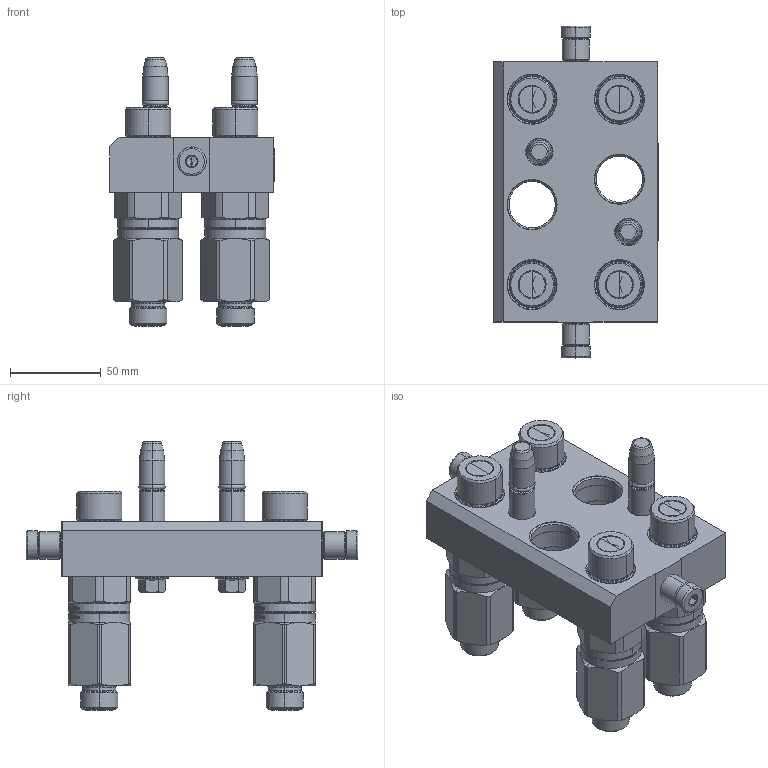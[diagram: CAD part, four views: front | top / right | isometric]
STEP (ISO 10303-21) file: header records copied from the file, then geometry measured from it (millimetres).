
FILE_DESCRIPTION (( 'STEP AP214' ), '1' );
FILE_NAME ('FASTER.step', '2023-08-01T06:31:30', ( '' ), ( '' ), 'SwSTEP 2.0', 'SolidWorks 2017', '' );
FILE_SCHEMA (( 'AUTOMOTIVE_DESIGN' ));
Length unit declared in the file: millimetre
Products named in the file (11): 4830_021_0000_000; 3ffnp1211_12sm; 1540_080_0008_000; or2_62x9_19_m; 4830_013_3000_030; FASTER; et002; P608_M_BASE; 4830_028_1000_011; 4850_010_0000_010
Assembly tree (18 placements, depth 3):
  FASTER
    P608_M_BASE
      4850_010_0000_010
      4830_021_0000_000  x2
      4830_013_3000_030  x2
      4830_028_1000_011  x2
      1540_080_0008_000  x2
      or2_62x9_19_m  x2
    3ffnp1211_12sm  x4
      3ffnp1211_12sm
    et002
Bounding box: 90.3 x 182.6 x 147.61 mm (x, y, z)
Volume: 2873.9 mm3; surface area: 141597 mm2
Topology: 5 solids, 60 shells, 2543 faces, 7493 edges, 4912 vertices
Faces by surface type: plane 1462, cylinder 409, cone 386, torus 156, bspline 130
Entity records: 57755 total; most frequent: CARTESIAN_POINT 14474, ORIENTED_EDGE 8283, DIRECTION 7641, EDGE_CURVE 4341, LINE 3169, VECTOR 3169, VERTEX_POINT 2849, AXIS2_PLACEMENT_3D 2236
